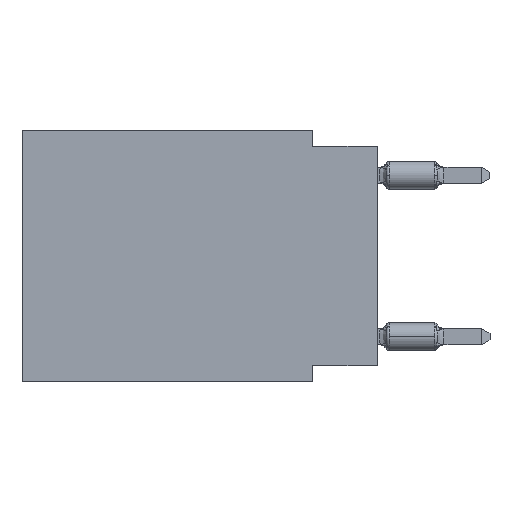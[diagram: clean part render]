
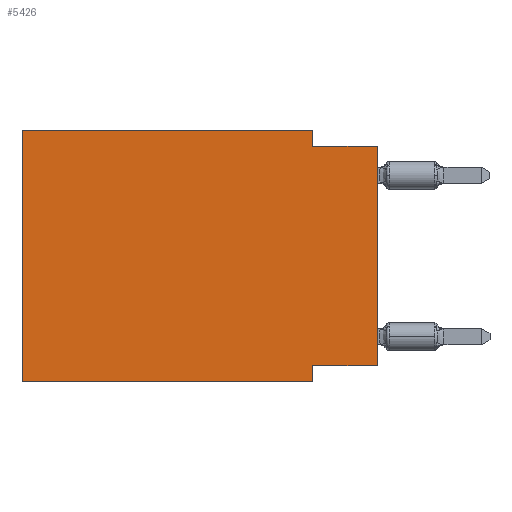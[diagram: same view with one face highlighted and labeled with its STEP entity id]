
A CAD part, left-side view. The second image highlights one B-rep face of the part: STEP entity #5426.
In plain terms, the highlighted planar face has unit normal (-1, 0, 0).
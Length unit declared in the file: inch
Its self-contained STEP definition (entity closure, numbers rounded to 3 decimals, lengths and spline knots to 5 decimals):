
#169 = DIRECTION ( 'NONE',  ( 0., -1., 0. ) ) ;
#278 = VERTEX_POINT ( 'NONE', #9958 ) ;
#285 = VERTEX_POINT ( 'NONE', #5650 ) ;
#647 = VERTEX_POINT ( 'NONE', #6580 ) ;
#901 = DIRECTION ( 'NONE',  ( 0., -1., 0. ) ) ;
#1932 = EDGE_CURVE ( 'NONE', #5399, #7456, #6661, .T. ) ;
#2084 = DIRECTION ( 'NONE',  ( 0., 0., -1. ) ) ;
#2304 = CARTESIAN_POINT ( 'NONE',  ( 0., 0.55, 0. ) ) ;
#2388 = VECTOR ( 'NONE', #10958, 39.37008 ) ;
#2436 = ORIENTED_EDGE ( 'NONE', *, *, #10063, .F. ) ;
#2456 = DIRECTION ( 'NONE',  ( 0., 0., -1. ) ) ;
#2819 = ORIENTED_EDGE ( 'NONE', *, *, #12515, .T. ) ;
#3118 = AXIS2_PLACEMENT_3D ( 'NONE', #2304, #3321, #2456 ) ;
#3321 = DIRECTION ( 'NONE',  ( 1., 0., 0. ) ) ;
#3391 = VECTOR ( 'NONE', #901, 39.37008 ) ;
#3924 = ORIENTED_EDGE ( 'NONE', *, *, #5691, .F. ) ;
#4051 = DIRECTION ( 'NONE',  ( 0., 0., -1. ) ) ;
#4065 = VECTOR ( 'NONE', #4051, 39.37008 ) ;
#4219 = EDGE_CURVE ( 'NONE', #285, #278, #11177, .T. ) ;
#4409 = CARTESIAN_POINT ( 'NONE',  ( 0., 0.1, 0. ) ) ;
#4427 = VERTEX_POINT ( 'NONE', #6894 ) ;
#4513 = VERTEX_POINT ( 'NONE', #5276 ) ;
#4548 = EDGE_CURVE ( 'NONE', #278, #7456, #9639, .T. ) ;
#4553 = VECTOR ( 'NONE', #169, 39.37008 ) ;
#4583 = EDGE_LOOP ( 'NONE', ( #10722, #13242, #10424, #5803, #2436, #2819, #5898, #3924 ) ) ;
#5197 = VECTOR ( 'NONE', #9714, 39.37008 ) ;
#5276 = CARTESIAN_POINT ( 'NONE',  ( 0., 0.1, -0.39 ) ) ;
#5377 = DIRECTION ( 'NONE',  ( 0., 0., 1. ) ) ;
#5399 = VERTEX_POINT ( 'NONE', #11333 ) ;
#5426 = ADVANCED_FACE ( 'NONE', ( #12327 ), #5514, .F. ) ;
#5514 = PLANE ( 'NONE',  #3118 ) ;
#5648 = VECTOR ( 'NONE', #2084, 39.37008 ) ;
#5650 = CARTESIAN_POINT ( 'NONE',  ( 0., 0.1, 0. ) ) ;
#5691 = EDGE_CURVE ( 'NONE', #5399, #647, #9225, .T. ) ;
#5803 = ORIENTED_EDGE ( 'NONE', *, *, #12566, .F. ) ;
#5898 = ORIENTED_EDGE ( 'NONE', *, *, #12119, .F. ) ;
#6076 = CARTESIAN_POINT ( 'NONE',  ( 0., 0., -0.365 ) ) ;
#6184 = CARTESIAN_POINT ( 'NONE',  ( 0., 0.55, -0.39 ) ) ;
#6580 = CARTESIAN_POINT ( 'NONE',  ( 0., 0.1, -0.365 ) ) ;
#6584 = CARTESIAN_POINT ( 'NONE',  ( 0., 0., 0. ) ) ;
#6661 = LINE ( 'NONE', #6584, #2388 ) ;
#6894 = CARTESIAN_POINT ( 'NONE',  ( 0., 0.55, 0. ) ) ;
#7088 = VECTOR ( 'NONE', #10516, 39.37008 ) ;
#7456 = VERTEX_POINT ( 'NONE', #7512 ) ;
#7512 = CARTESIAN_POINT ( 'NONE',  ( 0., 0., -0.025 ) ) ;
#7559 = VECTOR ( 'NONE', #5377, 39.37008 ) ;
#7953 = LINE ( 'NONE', #10144, #4553 ) ;
#9225 = LINE ( 'NONE', #6076, #7088 ) ;
#9639 = LINE ( 'NONE', #14060, #5197 ) ;
#9714 = DIRECTION ( 'NONE',  ( 0., -1., 0. ) ) ;
#9958 = CARTESIAN_POINT ( 'NONE',  ( 0., 0.1, -0.025 ) ) ;
#10034 = LINE ( 'NONE', #10113, #7559 ) ;
#10063 = EDGE_CURVE ( 'NONE', #11386, #4427, #10034, .T. ) ;
#10113 = CARTESIAN_POINT ( 'NONE',  ( 0., 0.55, 0. ) ) ;
#10144 = CARTESIAN_POINT ( 'NONE',  ( 0., 0.55, 0. ) ) ;
#10424 = ORIENTED_EDGE ( 'NONE', *, *, #4219, .F. ) ;
#10516 = DIRECTION ( 'NONE',  ( 0., 1., 0. ) ) ;
#10722 = ORIENTED_EDGE ( 'NONE', *, *, #1932, .T. ) ;
#10958 = DIRECTION ( 'NONE',  ( 0., 0., 1. ) ) ;
#11177 = LINE ( 'NONE', #4409, #5648 ) ;
#11333 = CARTESIAN_POINT ( 'NONE',  ( 0., 0., -0.365 ) ) ;
#11386 = VERTEX_POINT ( 'NONE', #6184 ) ;
#11697 = LINE ( 'NONE', #14008, #4065 ) ;
#11740 = LINE ( 'NONE', #12890, #3391 ) ;
#12119 = EDGE_CURVE ( 'NONE', #647, #4513, #11697, .T. ) ;
#12327 = FACE_OUTER_BOUND ( 'NONE', #4583, .T. ) ;
#12515 = EDGE_CURVE ( 'NONE', #11386, #4513, #11740, .T. ) ;
#12566 = EDGE_CURVE ( 'NONE', #4427, #285, #7953, .T. ) ;
#12890 = CARTESIAN_POINT ( 'NONE',  ( 0., 0.55, -0.39 ) ) ;
#13242 = ORIENTED_EDGE ( 'NONE', *, *, #4548, .F. ) ;
#14008 = CARTESIAN_POINT ( 'NONE',  ( 0., 0.1, -0.39 ) ) ;
#14060 = CARTESIAN_POINT ( 'NONE',  ( 0., 0., -0.025 ) ) ;
